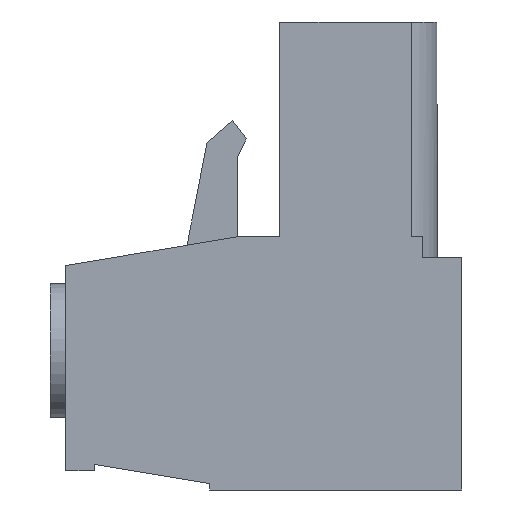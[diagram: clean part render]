
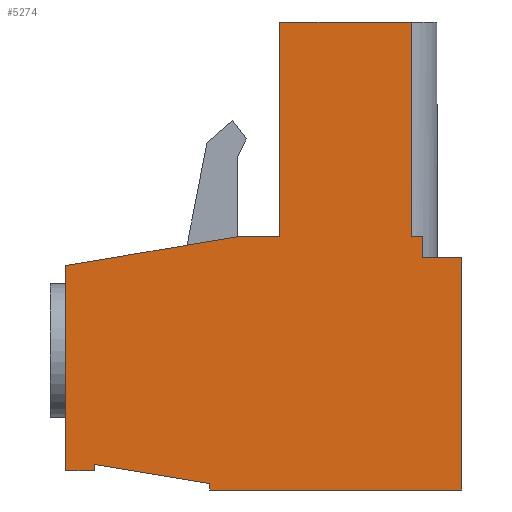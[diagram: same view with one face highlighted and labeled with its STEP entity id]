
A CAD part, left-side view. The second image highlights one B-rep face of the part: STEP entity #5274.
In plain terms, the highlighted planar face has unit normal (-1, 0, 0).
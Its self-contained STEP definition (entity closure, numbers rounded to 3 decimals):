
#61 = EDGE_CURVE ( 'NONE', #6466, #4077, #6102, .T. ) ;
#95 = EDGE_CURVE ( 'NONE', #4136, #6052, #3332, .T. ) ;
#114 = CARTESIAN_POINT ( 'NONE',  ( 0., 14.25, 0.99 ) ) ;
#122 = CARTESIAN_POINT ( 'NONE',  ( 0., 0., 0. ) ) ;
#131 = LINE ( 'NONE', #6059, #1345 ) ;
#143 = CARTESIAN_POINT ( 'NONE',  ( 0., 1.95, 18.15 ) ) ;
#246 = DIRECTION ( 'NONE',  ( 0., 0., -1. ) ) ;
#284 = VERTEX_POINT ( 'NONE', #871 ) ;
#287 = ORIENTED_EDGE ( 'NONE', *, *, #1690, .F. ) ;
#311 = LINE ( 'NONE', #122, #4409 ) ;
#380 = CARTESIAN_POINT ( 'NONE',  ( 0., 15.35, 8.7 ) ) ;
#734 = VERTEX_POINT ( 'NONE', #114 ) ;
#759 = VECTOR ( 'NONE', #2213, 1000. ) ;
#836 = DIRECTION ( 'NONE',  ( 0., 0.987, 0.163 ) ) ;
#845 = EDGE_CURVE ( 'NONE', #4839, #4929, #2507, .T. ) ;
#859 = CARTESIAN_POINT ( 'NONE',  ( 0., 9.77, 0.25 ) ) ;
#871 = CARTESIAN_POINT ( 'NONE',  ( 0., 7.05, 18.15 ) ) ;
#1086 = ORIENTED_EDGE ( 'NONE', *, *, #1304, .F. ) ;
#1124 = VECTOR ( 'NONE', #4235, 1000. ) ;
#1129 = VECTOR ( 'NONE', #3238, 1000. ) ;
#1228 = DIRECTION ( 'NONE',  ( 0., 0., -1. ) ) ;
#1284 = CARTESIAN_POINT ( 'NONE',  ( 0., 9.77, 0. ) ) ;
#1304 = EDGE_CURVE ( 'NONE', #6018, #284, #3862, .T. ) ;
#1345 = VECTOR ( 'NONE', #3620, 1000. ) ;
#1375 = AXIS2_PLACEMENT_3D ( 'NONE', #5832, #2856, #6306 ) ;
#1413 = EDGE_CURVE ( 'NONE', #284, #5120, #4578, .T. ) ;
#1477 = VERTEX_POINT ( 'NONE', #5672 ) ;
#1581 = ORIENTED_EDGE ( 'NONE', *, *, #4963, .F. ) ;
#1616 = CARTESIAN_POINT ( 'NONE',  ( 0., 1.5, 9. ) ) ;
#1635 = EDGE_CURVE ( 'NONE', #4249, #734, #1935, .T. ) ;
#1690 = EDGE_CURVE ( 'NONE', #734, #1477, #4015, .T. ) ;
#1731 = CARTESIAN_POINT ( 'NONE',  ( 0., 0., 0. ) ) ;
#1759 = CARTESIAN_POINT ( 'NONE',  ( 0., 15.35, 0.75 ) ) ;
#1771 = VECTOR ( 'NONE', #836, 1000. ) ;
#1792 = VERTEX_POINT ( 'NONE', #4327 ) ;
#1798 = CARTESIAN_POINT ( 'NONE',  ( 0., 15.35, 8.7 ) ) ;
#1886 = ORIENTED_EDGE ( 'NONE', *, *, #1413, .F. ) ;
#1935 = LINE ( 'NONE', #859, #1771 ) ;
#2213 = DIRECTION ( 'NONE',  ( 0., -0.986, 0.167 ) ) ;
#2256 = CARTESIAN_POINT ( 'NONE',  ( 0., 0., 9. ) ) ;
#2271 = CARTESIAN_POINT ( 'NONE',  ( 0., 7.05, 9.85 ) ) ;
#2329 = LINE ( 'NONE', #5817, #4863 ) ;
#2382 = CARTESIAN_POINT ( 'NONE',  ( 0., 1.95, 18.15 ) ) ;
#2386 = VERTEX_POINT ( 'NONE', #4610 ) ;
#2433 = DIRECTION ( 'NONE',  ( 0., -1., 0. ) ) ;
#2442 = EDGE_CURVE ( 'NONE', #6052, #4249, #4337, .T. ) ;
#2507 = LINE ( 'NONE', #2256, #1129 ) ;
#2523 = EDGE_CURVE ( 'NONE', #2386, #4839, #6453, .T. ) ;
#2550 = ORIENTED_EDGE ( 'NONE', *, *, #61, .F. ) ;
#2562 = CARTESIAN_POINT ( 'NONE',  ( 0., 15.35, 0.75 ) ) ;
#2581 = CARTESIAN_POINT ( 'NONE',  ( 0., 8.55, 9.85 ) ) ;
#2606 = ORIENTED_EDGE ( 'NONE', *, *, #4321, .F. ) ;
#2616 = ORIENTED_EDGE ( 'NONE', *, *, #2930, .F. ) ;
#2652 = VECTOR ( 'NONE', #5199, 1000. ) ;
#2856 = DIRECTION ( 'NONE',  ( -1., 0., 0. ) ) ;
#2879 = ORIENTED_EDGE ( 'NONE', *, *, #2523, .F. ) ;
#2930 = EDGE_CURVE ( 'NONE', #5120, #1792, #4786, .T. ) ;
#3006 = VECTOR ( 'NONE', #4659, 1000. ) ;
#3021 = DIRECTION ( 'NONE',  ( 0., 0., 1. ) ) ;
#3198 = ORIENTED_EDGE ( 'NONE', *, *, #5552, .F. ) ;
#3238 = DIRECTION ( 'NONE',  ( 0., -1., 0. ) ) ;
#3332 = LINE ( 'NONE', #3422, #4523 ) ;
#3338 = PLANE ( 'NONE',  #1375 ) ;
#3382 = DIRECTION ( 'NONE',  ( 0., 1., 0. ) ) ;
#3422 = CARTESIAN_POINT ( 'NONE',  ( 0., 9.77, 0. ) ) ;
#3506 = CARTESIAN_POINT ( 'NONE',  ( 0., 7.05, 18.15 ) ) ;
#3589 = ORIENTED_EDGE ( 'NONE', *, *, #4047, .F. ) ;
#3620 = DIRECTION ( 'NONE',  ( 0., -1., 0. ) ) ;
#3669 = ORIENTED_EDGE ( 'NONE', *, *, #6014, .F. ) ;
#3793 = CARTESIAN_POINT ( 'NONE',  ( 0., 1.95, 9.85 ) ) ;
#3862 = LINE ( 'NONE', #3506, #5172 ) ;
#3903 = ORIENTED_EDGE ( 'NONE', *, *, #845, .F. ) ;
#3910 = VERTEX_POINT ( 'NONE', #2562 ) ;
#4008 = VECTOR ( 'NONE', #4492, 1000. ) ;
#4015 = LINE ( 'NONE', #5180, #2652 ) ;
#4047 = EDGE_CURVE ( 'NONE', #4929, #4136, #311, .T. ) ;
#4077 = VERTEX_POINT ( 'NONE', #4756 ) ;
#4136 = VERTEX_POINT ( 'NONE', #1731 ) ;
#4235 = DIRECTION ( 'NONE',  ( 0., 0., -1. ) ) ;
#4249 = VERTEX_POINT ( 'NONE', #5868 ) ;
#4302 = DIRECTION ( 'NONE',  ( 0., 1., 0. ) ) ;
#4321 = EDGE_CURVE ( 'NONE', #3910, #6466, #5315, .T. ) ;
#4327 = CARTESIAN_POINT ( 'NONE',  ( 0., 1.95, 9.85 ) ) ;
#4337 = LINE ( 'NONE', #6463, #3006 ) ;
#4409 = VECTOR ( 'NONE', #246, 1000. ) ;
#4492 = DIRECTION ( 'NONE',  ( 0., 0., 1. ) ) ;
#4523 = VECTOR ( 'NONE', #3382, 1000. ) ;
#4547 = FACE_OUTER_BOUND ( 'NONE', #5734, .T. ) ;
#4578 = LINE ( 'NONE', #2382, #5705 ) ;
#4587 = CARTESIAN_POINT ( 'NONE',  ( 0., 0., 9. ) ) ;
#4610 = CARTESIAN_POINT ( 'NONE',  ( 0., 1.5, 9.85 ) ) ;
#4659 = DIRECTION ( 'NONE',  ( 0., 0., 1. ) ) ;
#4756 = CARTESIAN_POINT ( 'NONE',  ( 0., 8.55, 9.85 ) ) ;
#4786 = LINE ( 'NONE', #3793, #6448 ) ;
#4839 = VERTEX_POINT ( 'NONE', #5977 ) ;
#4863 = VECTOR ( 'NONE', #6290, 1000. ) ;
#4929 = VERTEX_POINT ( 'NONE', #4587 ) ;
#4963 = EDGE_CURVE ( 'NONE', #4077, #6018, #131, .T. ) ;
#5061 = ORIENTED_EDGE ( 'NONE', *, *, #1635, .F. ) ;
#5120 = VERTEX_POINT ( 'NONE', #143 ) ;
#5172 = VECTOR ( 'NONE', #3021, 1000. ) ;
#5180 = CARTESIAN_POINT ( 'NONE',  ( 0., 14.25, 0.75 ) ) ;
#5199 = DIRECTION ( 'NONE',  ( 0., 0., -1. ) ) ;
#5274 = ADVANCED_FACE ( 'NONE', ( #4547 ), #3338, .T. ) ;
#5315 = LINE ( 'NONE', #380, #4008 ) ;
#5552 = EDGE_CURVE ( 'NONE', #1792, #2386, #2329, .T. ) ;
#5672 = CARTESIAN_POINT ( 'NONE',  ( 0., 14.25, 0.75 ) ) ;
#5705 = VECTOR ( 'NONE', #2433, 1000. ) ;
#5734 = EDGE_LOOP ( 'NONE', ( #6110, #3589, #3903, #2879, #3198, #2616, #1886, #1086, #1581, #2550, #2606, #3669, #287, #5061, #5890 ) ) ;
#5817 = CARTESIAN_POINT ( 'NONE',  ( 0., 1.5, 9.85 ) ) ;
#5832 = CARTESIAN_POINT ( 'NONE',  ( 0., 0., 0. ) ) ;
#5847 = VECTOR ( 'NONE', #4302, 1000. ) ;
#5868 = CARTESIAN_POINT ( 'NONE',  ( 0., 9.77, 0.25 ) ) ;
#5890 = ORIENTED_EDGE ( 'NONE', *, *, #2442, .F. ) ;
#5977 = CARTESIAN_POINT ( 'NONE',  ( 0., 1.5, 9. ) ) ;
#5993 = LINE ( 'NONE', #1759, #5847 ) ;
#6014 = EDGE_CURVE ( 'NONE', #1477, #3910, #5993, .T. ) ;
#6018 = VERTEX_POINT ( 'NONE', #2271 ) ;
#6052 = VERTEX_POINT ( 'NONE', #1284 ) ;
#6059 = CARTESIAN_POINT ( 'NONE',  ( 0., 7.05, 9.85 ) ) ;
#6102 = LINE ( 'NONE', #2581, #759 ) ;
#6110 = ORIENTED_EDGE ( 'NONE', *, *, #95, .F. ) ;
#6290 = DIRECTION ( 'NONE',  ( 0., -1., 0. ) ) ;
#6306 = DIRECTION ( 'NONE',  ( 0., 0., 1. ) ) ;
#6448 = VECTOR ( 'NONE', #1228, 1000. ) ;
#6453 = LINE ( 'NONE', #1616, #1124 ) ;
#6463 = CARTESIAN_POINT ( 'NONE',  ( 0., 9.77, 0. ) ) ;
#6466 = VERTEX_POINT ( 'NONE', #1798 ) ;
